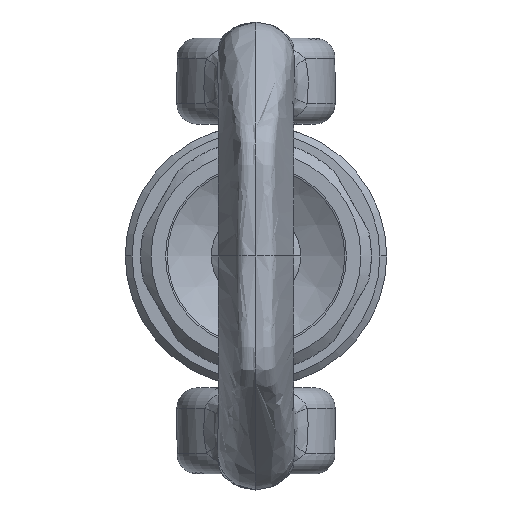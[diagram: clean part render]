
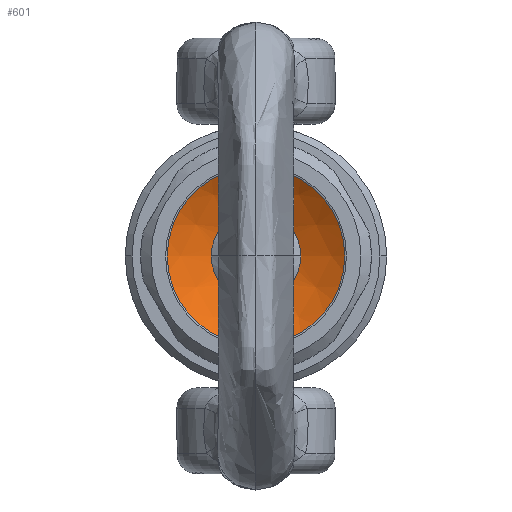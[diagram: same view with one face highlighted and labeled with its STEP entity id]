
A CAD part, left-side view. The second image highlights one B-rep face of the part: STEP entity #601.
In plain terms, the highlighted spherical face has radius 22 mm.
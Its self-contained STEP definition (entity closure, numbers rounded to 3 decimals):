
#601=ADVANCED_FACE('',(#1335,#1336),#1337,.F.);
#1335=FACE_OUTER_BOUND('',#13545,.T.);
#1336=FACE_BOUND('',#13546,.T.);
#1337=SPHERICAL_SURFACE('',#13547,22.0);
#13545=EDGE_LOOP('',(#15278,#15279,#15280));
#13546=EDGE_LOOP('',(#15281,#15282));
#13547=AXIS2_PLACEMENT_3D('',#15283,#15284,#15285);
#15278=ORIENTED_EDGE('',*,*,#16935,.T.);
#15279=ORIENTED_EDGE('',*,*,#17024,.T.);
#15280=ORIENTED_EDGE('',*,*,#16936,.T.);
#15281=ORIENTED_EDGE('',*,*,#16990,.T.);
#15282=ORIENTED_EDGE('',*,*,#16995,.T.);
#15283=CARTESIAN_POINT('',(-17.748,0.0,0.0));
#15284=DIRECTION('',(0.0,0.0,-1.0));
#15285=DIRECTION('',(0.0,1.0,0.0));
#16935=EDGE_CURVE('',#18232,#18230,#18233,.T.);
#16936=EDGE_CURVE('',#18226,#18232,#18234,.T.);
#16990=EDGE_CURVE('',#18324,#18322,#18325,.T.);
#16995=EDGE_CURVE('',#18322,#18324,#18331,.T.);
#17024=EDGE_CURVE('',#18230,#18226,#18362,.T.);
#18226=VERTEX_POINT('',#28629);
#18230=VERTEX_POINT('',#28633);
#18232=VERTEX_POINT('',#28635);
#18233=CIRCLE('',#28636,12.896);
#18234=CIRCLE('',#28637,12.896);
#18322=VERTEX_POINT('',#28743);
#18324=VERTEX_POINT('',#28746);
#18325=CIRCLE('',#28747,6.5);
#18331=CIRCLE('',#28754,6.5);
#18362=CIRCLE('',#28786,12.896);
#28629=CARTESIAN_POINT('',(0.076,0.,12.896));
#28633=CARTESIAN_POINT('',(0.076,0.,-12.896));
#28635=CARTESIAN_POINT('',(0.076,12.896,0.0));
#28636=AXIS2_PLACEMENT_3D('',#30465,#30466,#30467);
#28637=AXIS2_PLACEMENT_3D('',#30468,#30469,#30470);
#28743=CARTESIAN_POINT('',(3.27,0.,6.5));
#28746=CARTESIAN_POINT('',(3.27,0.0,-6.5));
#28747=AXIS2_PLACEMENT_3D('',#30559,#30560,#30561);
#28754=AXIS2_PLACEMENT_3D('',#30569,#30570,#30571);
#28786=AXIS2_PLACEMENT_3D('',#30618,#30619,#30620);
#30465=CARTESIAN_POINT('',(0.076,0.0,0.0));
#30466=DIRECTION('',(-1.0,0.0,0.0));
#30467=DIRECTION('',(0.0,0.0,1.0));
#30468=CARTESIAN_POINT('',(0.076,0.0,0.0));
#30469=DIRECTION('',(-1.0,0.0,0.0));
#30470=DIRECTION('',(0.0,0.0,1.0));
#30559=CARTESIAN_POINT('',(3.27,0.,0.));
#30560=DIRECTION('',(1.0,0.,0.));
#30561=DIRECTION('',(0.,-1.0,0.));
#30569=CARTESIAN_POINT('',(3.27,0.,0.));
#30570=DIRECTION('',(1.0,0.,0.));
#30571=DIRECTION('',(0.,-1.0,0.));
#30618=CARTESIAN_POINT('',(0.076,0.0,0.0));
#30619=DIRECTION('',(-1.0,0.0,0.0));
#30620=DIRECTION('',(0.0,0.0,1.0));
